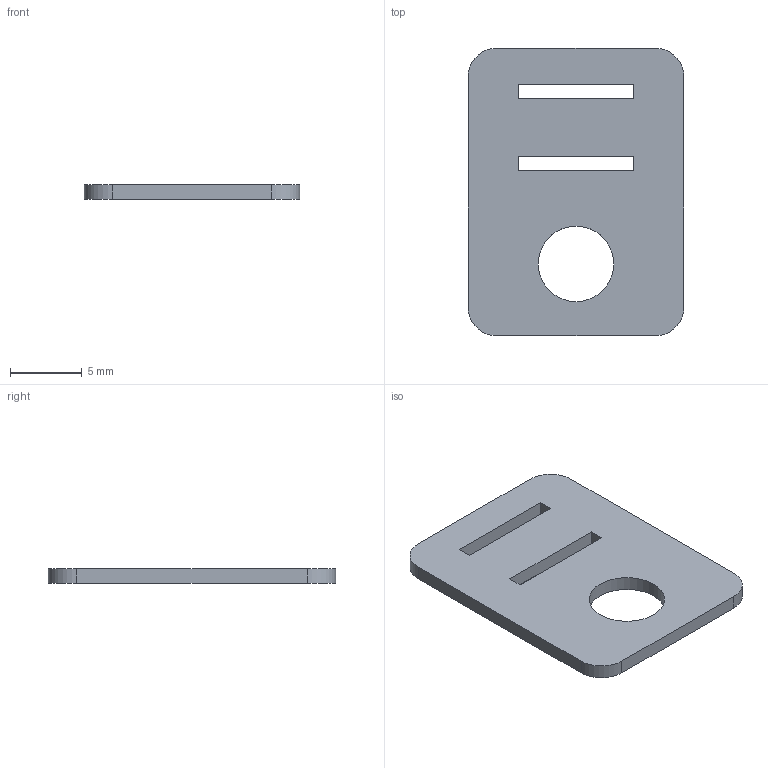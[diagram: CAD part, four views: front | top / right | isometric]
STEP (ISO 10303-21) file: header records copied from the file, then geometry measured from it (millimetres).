
FILE_DESCRIPTION(/* description */ ('fiberglass in-line belt clip'),/* implementation_level */ '2;1');
FILE_NAME(/* name */ '26051-01.ipt.step',/* time_stamp */ '2013-11-18T21:48:43-06:00',/* author */ ('Edward'),/* organization */ (''),/* preprocessor_version */ 'ST-DEVELOPER v15.2',/* originating_system */ 'Autodesk Inventor 2014',/* authorisation */ 'PER WOODY @ INVISIBLE LIGHT 9-16-13');
FILE_SCHEMA (('AUTOMOTIVE_DESIGN { 1 0 10303 214 3 1 1 }'));
Length unit declared in the file: millimetre
Products named in the file (1): 26051-01
Bounding box: 15 x 20 x 1 mm (x, y, z)
Volume: 258.9 mm3; surface area: 636.9 mm2
Topology: 1 solids, 1 shells, 19 faces, 51 edges, 34 vertices
Faces by surface type: plane 14, cylinder 5
Full cylindrical faces by diameter (mm): 5.25 x1
Entity records: 623 total; most frequent: CARTESIAN_POINT 104, ORIENTED_EDGE 100, DIRECTION 100, EDGE_CURVE 50, LINE 40, VECTOR 40, VERTEX_POINT 34, AXIS2_PLACEMENT_3D 30
